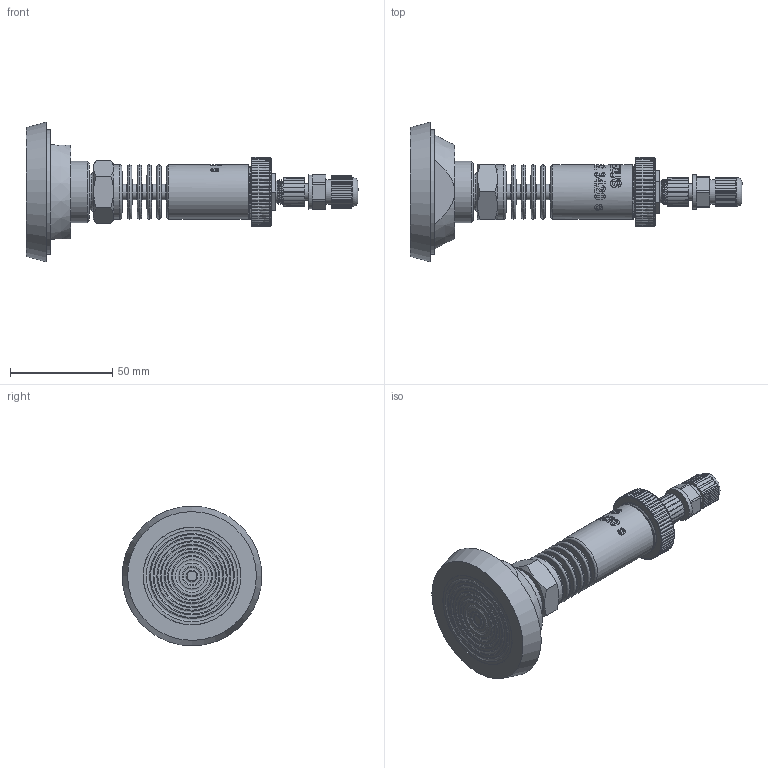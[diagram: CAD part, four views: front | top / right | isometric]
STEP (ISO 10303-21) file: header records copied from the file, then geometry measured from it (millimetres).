
FILE_DESCRIPTION(/* description */ (''),/* implementation_level */ '2;1');
FILE_NAME(/* name */ 'APZ3420s_TapperDN50_radiator_4.step',/* time_stamp */ '2021-07-08T13:57:34+03:00',/* author */ (''),/* organization */ (''),/* preprocessor_version */ 'ST-DEVELOPER v18.1',/* originating_system */ 'Autodesk Translation Framework v10.9.0.1377',/* authorisation */ '');
FILE_SCHEMA (('AUTOMOTIVE_DESIGN { 1 0 10303 214 3 1 1 }'));
Products named in the file (7): АПЗ 3420S заполненная; OMAL nut M27x1.5; M12x1 male; Ш100.000.002; M12x1 female straight; G1\2EN radiator; Tapper socket DN50 diaphragm 48 v2
Assembly tree (6 placements, depth 2):
  АПЗ 3420S заполненная
    OMAL nut M27x1.5
    M12x1 male
    Ш100.000.002
    M12x1 female straight
    G1\2EN radiator
    Tapper socket DN50 diaphragm 48 v2
Bounding box: 162.72 x 68.5 x 68.5 mm (x, y, z)
Volume: 115949 mm3; surface area: 40336.4 mm2
Topology: 18 solids, 18 shells, 1055 faces, 2891 edges, 1932 vertices
Faces by surface type: bspline 499, plane 292, cylinder 169, cone 54, torus 41
Full cylindrical faces by diameter (mm): 1 x12, 1.5 x4, 2 x1, 3 x1, 3.3 x1, 5 x1, 6 x3, 7 x1, 7.3 x1, 7.5 x5, 8 x3, 8.2 x1, 10.293 x1, 10.6 x2, 10.741 x6, 11.884 x5, 12 x1, 14 x2, 14.137 x4, 14.526 x3, 15.85 x3, 16.203 x3, 16.7 x1, 17 x1, 17.5 x1, 18 x1, 18.631 x6, 20.955 x7, 21.4 x2, 22 x1
Entity records: 63841 total; most frequent: CARTESIAN_POINT 40687, ORIENTED_EDGE 5782, DIRECTION 3089, EDGE_CURVE 2891, VERTEX_POINT 1932, B_SPLINE_CURVE_WITH_KNOTS 1314, EDGE_LOOP 1133, FACE_OUTER_BOUND 1055
